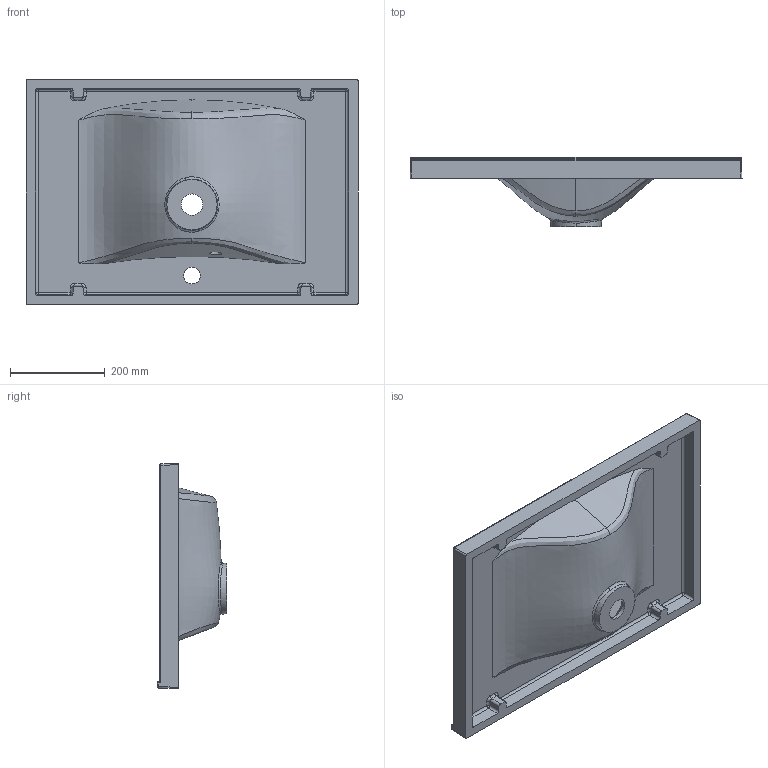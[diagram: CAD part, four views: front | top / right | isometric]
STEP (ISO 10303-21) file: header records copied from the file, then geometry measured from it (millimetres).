
FILE_DESCRIPTION (( 'STEP AP214' ), '1' );
FILE_NAME ('Lorry 700.STEP', '2021-04-23T12:38:43', ( 'User Windows' ), ( '' ), 'SwSTEP 2.0', 'SolidWorks 2020', '' );
FILE_SCHEMA (( 'AUTOMOTIVE_DESIGN' ));
Length unit declared in the file: millimetre
Products named in the file (1): Lorry 700
Bounding box: 700.09 x 147 x 475.09 mm (x, y, z)
Volume: 5389387 mm3; surface area: 941868.5 mm2
Topology: 1 solids, 1 shells, 142 faces, 339 edges, 194 vertices
Faces by surface type: cylinder 59, plane 31, bspline 22, sphere 18, cone 12
Entity records: 28539 total; most frequent: CARTESIAN_POINT 25536, ORIENTED_EDGE 658, DIRECTION 571, EDGE_CURVE 329, AXIS2_PLACEMENT_3D 213, VERTEX_POINT 194, EDGE_LOOP 153, VECTOR 145
